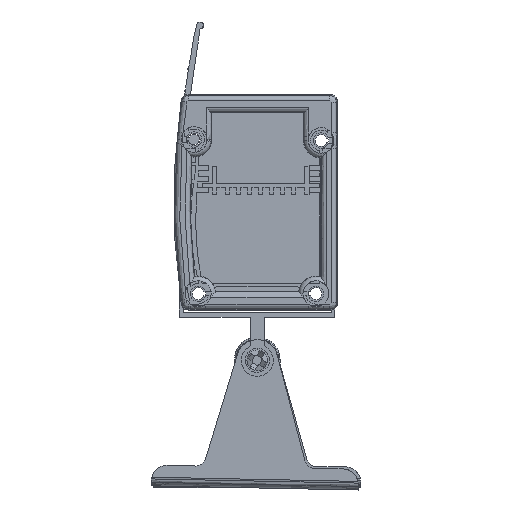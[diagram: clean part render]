
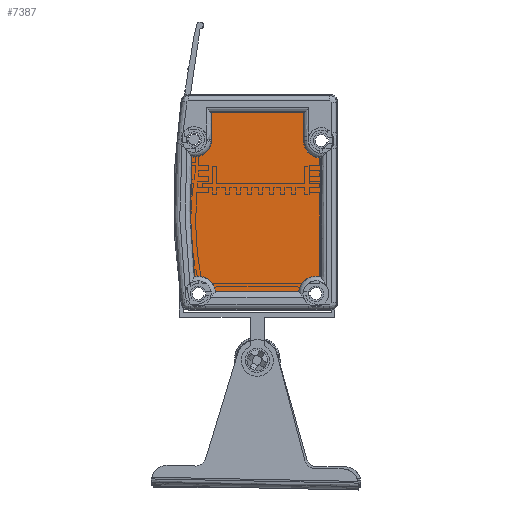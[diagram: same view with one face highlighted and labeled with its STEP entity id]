
A CAD part, front view. The second image highlights one B-rep face of the part: STEP entity #7387.
In plain terms, the highlighted free-form (B-spline) face has degree [1, 1] with [2, 2] control points.
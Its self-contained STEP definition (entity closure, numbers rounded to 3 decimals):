
#5851 = VERTEX_POINT('',#5852);
#5852 = CARTESIAN_POINT('',(146.986,-107.338,
    127.264));
#5862 = EDGE_CURVE('',#5851,#5863,#5865,.T.);
#5863 = VERTEX_POINT('',#5864);
#5864 = CARTESIAN_POINT('',(147.964,-107.338,
    81.622));
#5865 = ( BOUNDED_CURVE() B_SPLINE_CURVE(2,(#5866,#5867,#5868),
.UNSPECIFIED.,.F.,.F.) B_SPLINE_CURVE_WITH_KNOTS((3,3),(0.,
0.176),.PIECEWISE_BEZIER_KNOTS.) CURVE() 
GEOMETRIC_REPRESENTATION_ITEM() RATIONAL_B_SPLINE_CURVE((1.,
0.996,1.)) REPRESENTATION_ITEM('') );
#5866 = CARTESIAN_POINT('',(146.986,-107.338,
    127.264));
#5867 = CARTESIAN_POINT('',(145.457,-107.338,
    104.4));
#5868 = CARTESIAN_POINT('',(147.964,-107.338,
    81.622));
#5915 = EDGE_CURVE('',#5916,#5851,#5918,.T.);
#5916 = VERTEX_POINT('',#5917);
#5917 = CARTESIAN_POINT('',(154.558,-107.338,
    133.946));
#5918 = ( BOUNDED_CURVE() B_SPLINE_CURVE(2,(#5919,#5920,#5921),
.UNSPECIFIED.,.F.,.F.) B_SPLINE_CURVE_WITH_KNOTS((3,3),(0.,
1.696),.PIECEWISE_BEZIER_KNOTS.) CURVE() 
GEOMETRIC_REPRESENTATION_ITEM() RATIONAL_B_SPLINE_CURVE((1.,
0.662,1.)) REPRESENTATION_ITEM('') );
#5919 = CARTESIAN_POINT('',(154.558,-107.338,
    133.946));
#5920 = CARTESIAN_POINT('',(154.558,-107.338,
    126.314));
#5921 = CARTESIAN_POINT('',(146.986,-107.338,
    127.264));
#5954 = EDGE_CURVE('',#5955,#5916,#5957,.T.);
#5955 = VERTEX_POINT('',#5956);
#5956 = CARTESIAN_POINT('',(154.558,-107.338,
    144.089));
#5957 = B_SPLINE_CURVE_WITH_KNOTS('',1,(#5958,#5959),.UNSPECIFIED.,.F.,
  .F.,(2,2),(0.,7.702),.PIECEWISE_BEZIER_KNOTS.);
#5958 = CARTESIAN_POINT('',(154.558,-107.338,
    144.089));
#5959 = CARTESIAN_POINT('',(154.558,-107.338,
    133.946));
#5982 = EDGE_CURVE('',#5983,#5955,#5985,.T.);
#5983 = VERTEX_POINT('',#5984);
#5984 = CARTESIAN_POINT('',(189.618,-107.338,
    144.089));
#5985 = B_SPLINE_CURVE_WITH_KNOTS('',1,(#5986,#5987),.UNSPECIFIED.,.F.,
  .F.,(2,2),(0.,26.62),.PIECEWISE_BEZIER_KNOTS.);
#5986 = CARTESIAN_POINT('',(189.618,-107.338,
    144.089));
#5987 = CARTESIAN_POINT('',(154.558,-107.338,
    144.089));
#6010 = EDGE_CURVE('',#6011,#5983,#6013,.T.);
#6011 = VERTEX_POINT('',#6012);
#6012 = CARTESIAN_POINT('',(189.618,-107.338,
    133.587));
#6013 = B_SPLINE_CURVE_WITH_KNOTS('',1,(#6014,#6015),.UNSPECIFIED.,.F.,
  .F.,(2,2),(0.,7.974),.PIECEWISE_BEZIER_KNOTS.);
#6014 = CARTESIAN_POINT('',(189.618,-107.338,
    133.587));
#6015 = CARTESIAN_POINT('',(189.618,-107.338,
    144.089));
#6052 = EDGE_CURVE('',#6053,#6011,#6055,.T.);
#6053 = VERTEX_POINT('',#6054);
#6054 = CARTESIAN_POINT('',(196.203,-107.338,
    126.877));
#6055 = ( BOUNDED_CURVE() B_SPLINE_CURVE(2,(#6056,#6057,#6058),
.UNSPECIFIED.,.F.,.F.) B_SPLINE_CURVE_WITH_KNOTS((3,3),(0.,
1.552),.PIECEWISE_BEZIER_KNOTS.) CURVE() 
GEOMETRIC_REPRESENTATION_ITEM() RATIONAL_B_SPLINE_CURVE((1.,
0.714,1.)) REPRESENTATION_ITEM('') );
#6056 = CARTESIAN_POINT('',(196.203,-107.338,
    126.877));
#6057 = CARTESIAN_POINT('',(189.618,-107.338,
    127.001));
#6058 = CARTESIAN_POINT('',(189.618,-107.338,
    133.587));
#6096 = EDGE_CURVE('',#6097,#6053,#6099,.T.);
#6097 = VERTEX_POINT('',#6098);
#6098 = CARTESIAN_POINT('',(196.203,-107.338,
    81.523));
#6099 = B_SPLINE_CURVE_WITH_KNOTS('',1,(#6100,#6101),.UNSPECIFIED.,.F.,
  .F.,(2,2),(0.,34.436),.PIECEWISE_BEZIER_KNOTS.);
#6100 = CARTESIAN_POINT('',(196.203,-107.338,
    81.523));
#6101 = CARTESIAN_POINT('',(196.203,-107.338,
    126.877));
#6138 = EDGE_CURVE('',#6139,#6097,#6141,.T.);
#6139 = VERTEX_POINT('',#6140);
#6140 = CARTESIAN_POINT('',(187.688,-107.338,
    75.856));
#6141 = ( BOUNDED_CURVE() B_SPLINE_CURVE(2,(#6142,#6143,#6144),
.UNSPECIFIED.,.F.,.F.) B_SPLINE_CURVE_WITH_KNOTS((3,3),(0.,
1.733),.PIECEWISE_BEZIER_KNOTS.) CURVE() 
GEOMETRIC_REPRESENTATION_ITEM() RATIONAL_B_SPLINE_CURVE((1.,
0.648,1.)) REPRESENTATION_ITEM('') );
#6142 = CARTESIAN_POINT('',(187.688,-107.338,
    75.856));
#6143 = CARTESIAN_POINT('',(188.612,-107.338,
    83.699));
#6144 = CARTESIAN_POINT('',(196.203,-107.338,
    81.523));
#6182 = EDGE_CURVE('',#6183,#6139,#6185,.T.);
#6183 = VERTEX_POINT('',#6184);
#6184 = CARTESIAN_POINT('',(156.089,-107.338,
    75.856));
#6185 = B_SPLINE_CURVE_WITH_KNOTS('',1,(#6186,#6187),.UNSPECIFIED.,.F.,
  .F.,(2,2),(0.,23.993),.PIECEWISE_BEZIER_KNOTS.);
#6186 = CARTESIAN_POINT('',(156.089,-107.338,
    75.856));
#6187 = CARTESIAN_POINT('',(187.688,-107.338,
    75.856));
#6224 = EDGE_CURVE('',#5863,#6183,#6225,.T.);
#6225 = ( BOUNDED_CURVE() B_SPLINE_CURVE(2,(#6226,#6227,#6228),
.UNSPECIFIED.,.F.,.F.) B_SPLINE_CURVE_WITH_KNOTS((3,3),(0.,
1.673),.PIECEWISE_BEZIER_KNOTS.) CURVE() 
GEOMETRIC_REPRESENTATION_ITEM() RATIONAL_B_SPLINE_CURVE((1.,0.67
,1.)) REPRESENTATION_ITEM('') );
#6226 = CARTESIAN_POINT('',(147.964,-107.338,
    81.622));
#6227 = CARTESIAN_POINT('',(155.219,-107.338,
    83.239));
#6228 = CARTESIAN_POINT('',(156.089,-107.338,
    75.856));
#7387 = ADVANCED_FACE('',(#7388),#7400,.T.);
#7388 = FACE_BOUND('',#7389,.T.);
#7389 = EDGE_LOOP('',(#7390,#7391,#7392,#7393,#7394,#7395,#7396,#7397,
    #7398,#7399));
#7390 = ORIENTED_EDGE('',*,*,#6224,.T.);
#7391 = ORIENTED_EDGE('',*,*,#6182,.T.);
#7392 = ORIENTED_EDGE('',*,*,#6138,.T.);
#7393 = ORIENTED_EDGE('',*,*,#6096,.T.);
#7394 = ORIENTED_EDGE('',*,*,#6052,.T.);
#7395 = ORIENTED_EDGE('',*,*,#6010,.T.);
#7396 = ORIENTED_EDGE('',*,*,#5982,.T.);
#7397 = ORIENTED_EDGE('',*,*,#5954,.T.);
#7398 = ORIENTED_EDGE('',*,*,#5915,.T.);
#7399 = ORIENTED_EDGE('',*,*,#5862,.T.);
#7400 = B_SPLINE_SURFACE_WITH_KNOTS('',1,1,(
    (#7401,#7402)
    ,(#7403,#7404
    )),.UNSPECIFIED.,.F.,.F.,.F.,(2,2),(2,2),(-2568.483,
    -2530.675),(122.41,174.218),
  .PIECEWISE_BEZIER_KNOTS.);
#7401 = CARTESIAN_POINT('',(196.203,-107.338,
    144.089));
#7402 = CARTESIAN_POINT('',(196.203,-107.338,
    75.856));
#7403 = CARTESIAN_POINT('',(146.409,-107.338,
    144.089));
#7404 = CARTESIAN_POINT('',(146.409,-107.338,
    75.856));
